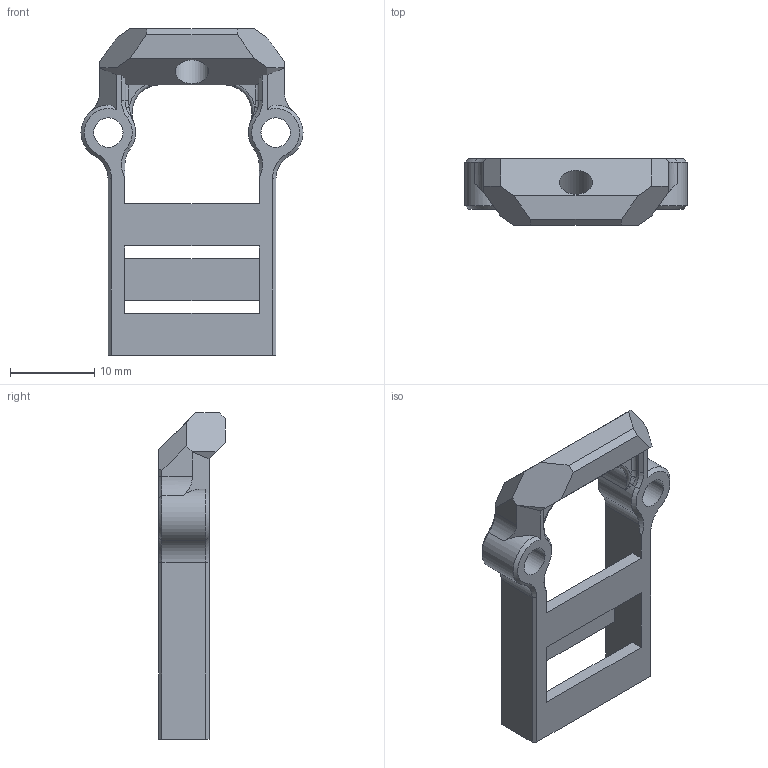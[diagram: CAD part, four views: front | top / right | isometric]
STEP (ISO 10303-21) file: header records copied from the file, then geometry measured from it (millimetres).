
FILE_DESCRIPTION((''),'2;1');
FILE_NAME('CHIMERA_4__','2020-10-19T19:02:06',('HGGF'),(''),'CREO PARAMETRIC BY PTC INC, 2018100','CREO PARAMETRIC BY PTC INC, 2018100','');
FILE_SCHEMA(('CONFIG_CONTROL_DESIGN','SHAPE_APPEARANCE_LAYERS_GROUPS'));
Length unit declared in the file: millimetre
Products named in the file (1): CHIMERA_4__
Bounding box: 26.41 x 7.95 x 38.84 mm (x, y, z)
Volume: 1981.2 mm3; surface area: 2342.9 mm2
Topology: 1 solids, 1 shells, 91 faces, 271 edges, 178 vertices
Faces by surface type: plane 43, cylinder 22, cone 16, bspline 6, torus 4
Entity records: 3436 total; most frequent: CARTESIAN_POINT 922, ORIENTED_EDGE 542, DIRECTION 493, EDGE_CURVE 271, VERTEX_POINT 178, AXIS2_PLACEMENT_3D 167, VECTOR 159, LINE 159
